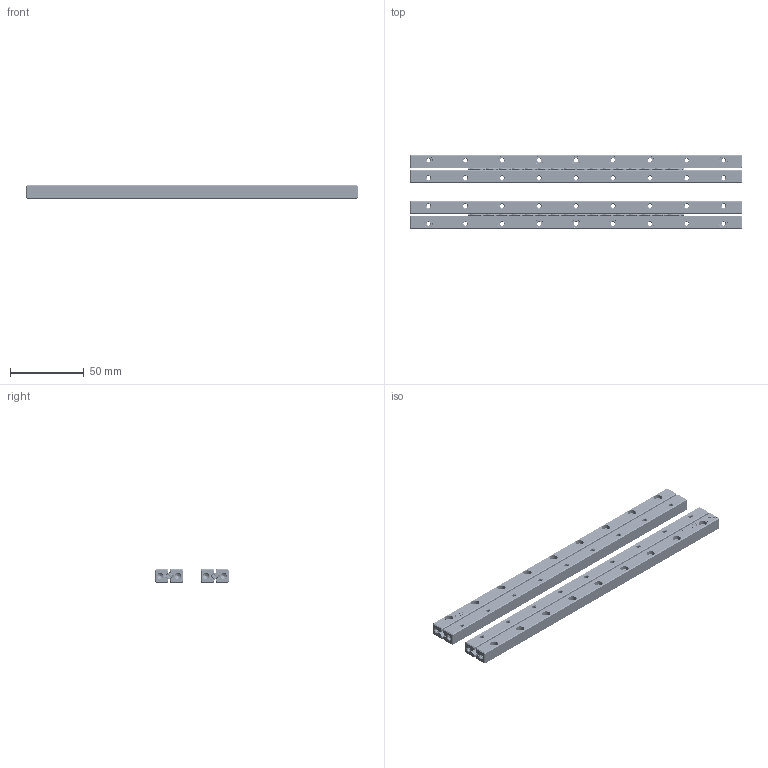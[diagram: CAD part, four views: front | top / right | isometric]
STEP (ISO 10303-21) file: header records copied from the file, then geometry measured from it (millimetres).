
FILE_DESCRIPTION(/* description */ (''),/* implementation_level */ '2;1');
FILE_NAME(/* name */ 'Set RNG-4225x30KRE-ACC_stp_stp.stp',/* time_stamp */ '2025-06-03T09:58:28+02:00',/* author */ (''),/* organization */ (''),/* preprocessor_version */ 'ST-DEVELOPER v16.7',/* originating_system */ 'SIEMENS PLM Software NX 12.0',/* authorisation */ '');
FILE_SCHEMA (('AUTOMOTIVE_DESIGN { 1 0 10303 214 3 1 1 1 }'));
Products named in the file (1): Set RNG-4225x30KRE-ACC_stp_stp
Bounding box: 225 x 50 x 9 mm (x, y, z)
Volume: 66320.1 mm3; surface area: 53146.4 mm2
Topology: 84 solids, 84 shells, 7388 faces, 20930 edges, 13822 vertices
Faces by surface type: plane 4744, cylinder 1444, torus 488, bspline 360, cone 260, extrusion 92
Full cylindrical faces by diameter (mm): 0.5 x272, 1.5 x8, 2 x60, 2.26 x8, 2.65 x36, 3.2 x8, 4 x60, 5.5 x36
Entity records: 249292 total; most frequent: CARTESIAN_POINT 52011, ORIENTED_EDGE 39848, DIRECTION 36986, EDGE_CURVE 19924, VECTOR 14600, LINE 14508, VERTEX_POINT 13568, AXIS2_PLACEMENT_3D 11193
